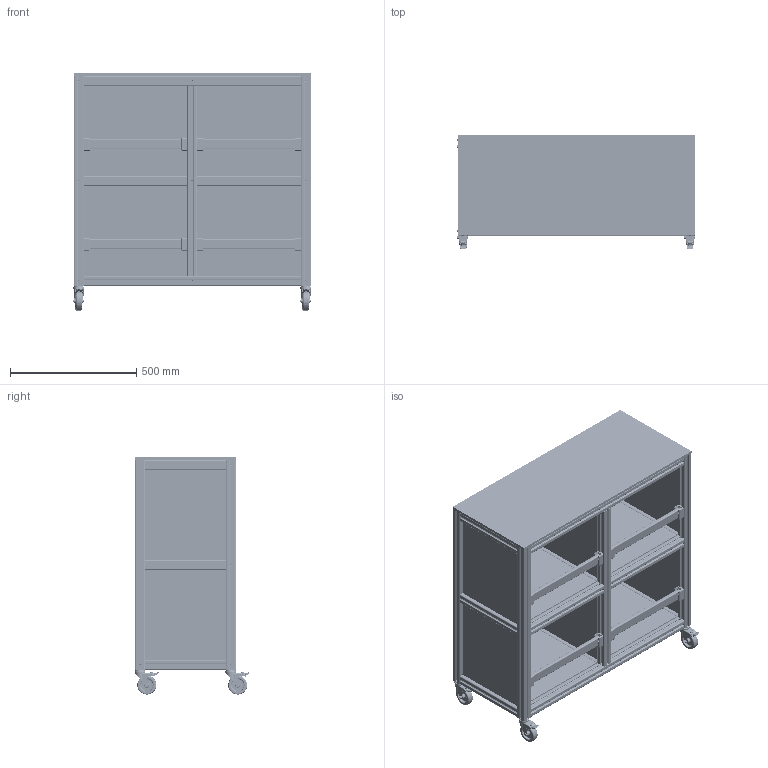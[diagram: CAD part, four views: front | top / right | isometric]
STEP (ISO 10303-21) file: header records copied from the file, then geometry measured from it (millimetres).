
FILE_DESCRIPTION(('STEP AP214'),'1');
FILE_NAME('ERGO08E6528.stp','2025-05-22T08:27:49',(' '),(' '),'Spatial InterOp 3D',' ',' ');
FILE_SCHEMA(('AUTOMOTIVE_DESIGN { 1 0 10303 214 1 1 1 1 }'));
Length unit declared in the file: millimetre
Products named in the file (60): PanneauCompletEnRainure; Profil U; Stratifié compact 4mm, blanc; Meuble étagère; PanneauCompletEnApplique; Stratifié compact 10mm, blanc; Kit de fixation; Vis FHC - M6x20; Écrou 8 St M6; Embout 8 40x16 gris; Elément d'accrochage 8 40x16; Profilé 8 40x16; Fixation hors standard 8-40; Vis BHC - M8x18; Rondelle M 8; Profilé 8 40x40 léger; Roulette pivotante D75, à blocage; roue pour roulette; corps; ecrou; axe; Kit roulette pivotante D75 à blocage - vis seule; Vis FHC - M8x25; ERGO08E6528
Assembly tree (145 placements, depth 5):
  Elément d'accrochage 8 40x16
    Elément d'accrochage 8 40x16
    Elément d'accrochage 8 40x16
  ERGO08E6528
    Meuble étagère
      PanneauCompletEnRainure  x4
        Profil U
        Profil U
        Stratifié compact 4mm, blanc
      PanneauCompletEnApplique  x4
        Stratifié compact 10mm, blanc
      Kit de fixation  x8
        Vis FHC - M6x20
        Écrou 8 St M6
      Embout 8 40x16 gris  x8
      Profilé 8 40x16  x4
      Fixation hors standard 8-40  x38
        Vis BHC - M8x18
        Rondelle M 8
      Profilé 8 40x40 léger  x2
      Profilé 8 40x40 léger  x2
      Profilé 8 40x40 léger  x2
      PanneauCompletEnRainure  x2
        Profil U
        Profil U
        Stratifié compact 4mm, blanc
      Profilé 8 40x40 léger  x2
      PanneauCompletEnRainure  x2
        Profil U
        Profil U
        Stratifié compact 4mm, blanc
      Profilé 8 40x40 léger  x2
      PanneauCompletEnRainure  x2
        Profil U
        Profil U
        Stratifié compact 4mm, blanc
      Kit roulette pivotante D75 à blocage - vis seule
        Roulette pivotante D75, à blocage
          roue pour roulette
          corps
          ecrou
          axe
        Kit roulette pivotante D75 à blocage - vis seule
          Vis FHC - M8x25
      Kit roulette pivotante D75 à blocage - vis seule
        Roulette pivotante D75, à blocage
          roue pour roulette
          corps
          ecrou
          axe
        Kit roulette pivotante D75 à blocage - vis seule
          Vis FHC - M8x25
      Kit roulette pivotante D75 à blocage - vis seule
        Roulette pivotante D75, à blocage
          roue pour roulette
          corps
          ecrou
          axe
        Kit roulette pivotante D75 à blocage - vis seule
          Vis FHC - M8x25
Bounding box: 945.62 x 455.19 x 939.77 mm (x, y, z)
Volume: 24531573.5 mm3; surface area: 12132233.7 mm2
Topology: 206 solids, 222 shells, 10311 faces, 28247 edges, 18510 vertices
Faces by surface type: plane 5354, cylinder 3485, extrusion 496, cone 446, bspline 308, revolution 96, torus 88, sphere 38
Full cylindrical faces by diameter (mm): 4 x8, 4.98 x8, 5 x12, 5.1 x16, 6 x32, 6.5 x8, 6.78 x37, 6.8 x84, 7 x72, 8 x84, 8.1 x4, 8.4 x38, 10 x4, 11 x4, 11.34 x8, 15.24 x4, 16 x38, 16.1 x8, 17.45 x4, 34 x4, 38 x4, 43 x4, 52 x8, 75 x4
Entity records: 194154 total; most frequent: CARTESIAN_POINT 37844, ORIENTED_EDGE 22567, DIRECTION 22044, EDGE_CURVE 11287, VERTEX_POINT 7593, AXIS2_PLACEMENT_3D 7529, VECTOR 6962, LINE 6900
